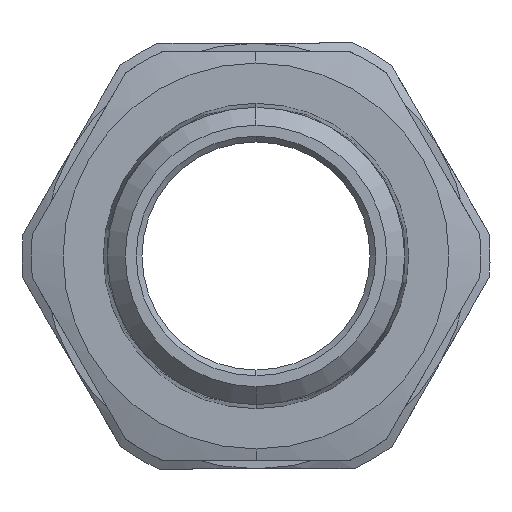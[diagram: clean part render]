
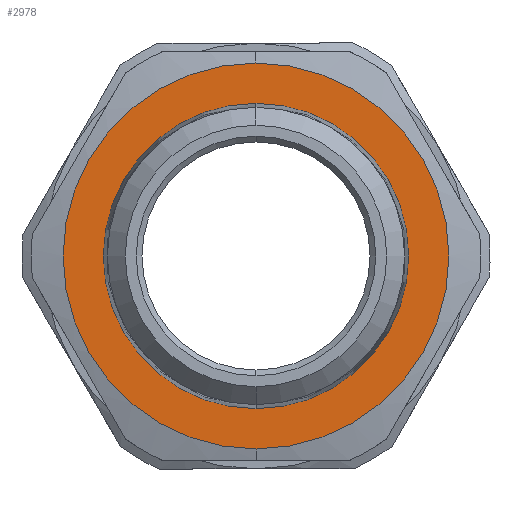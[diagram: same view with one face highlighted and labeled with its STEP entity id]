
A CAD part, left-side view. The second image highlights one B-rep face of the part: STEP entity #2978.
In plain terms, the highlighted planar face has unit normal (-1, 0, 0).
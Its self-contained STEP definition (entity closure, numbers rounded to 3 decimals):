
#136 = EDGE_CURVE ( 'NONE', #1607, #1222, #185, .T. ) ;
#169 = CARTESIAN_POINT ( 'NONE',  ( 20.5, 0., 17. ) ) ;
#185 = CIRCLE ( 'NONE', #1111, 17. ) ;
#208 = CARTESIAN_POINT ( 'NONE',  ( 20.5, 0., -17. ) ) ;
#344 = ORIENTED_EDGE ( 'NONE', *, *, #136, .T. ) ;
#492 = CARTESIAN_POINT ( 'NONE',  ( 20.5, 0., 0. ) ) ;
#970 = EDGE_CURVE ( 'NONE', #1618, #3339, #3030, .T. ) ;
#1111 = AXIS2_PLACEMENT_3D ( 'NONE', #492, #2861, #4248 ) ;
#1146 = CARTESIAN_POINT ( 'NONE',  ( 20.5, 0., 0. ) ) ;
#1188 = CARTESIAN_POINT ( 'NONE',  ( 20.5, 0., 13.45 ) ) ;
#1222 = VERTEX_POINT ( 'NONE', #208 ) ;
#1241 = ORIENTED_EDGE ( 'NONE', *, *, #970, .F. ) ;
#1479 = DIRECTION ( 'NONE',  ( -1., 0., 0. ) ) ;
#1512 = CARTESIAN_POINT ( 'NONE',  ( 20.5, 0., -13.45 ) ) ;
#1604 = EDGE_CURVE ( 'NONE', #3339, #1618, #2466, .T. ) ;
#1607 = VERTEX_POINT ( 'NONE', #169 ) ;
#1618 = VERTEX_POINT ( 'NONE', #1188 ) ;
#1690 = EDGE_LOOP ( 'NONE', ( #1241, #4318 ) ) ;
#1876 = CARTESIAN_POINT ( 'NONE',  ( 20.5, 0., 0. ) ) ;
#1895 = DIRECTION ( 'NONE',  ( 0., 0., 1. ) ) ;
#1932 = FACE_OUTER_BOUND ( 'NONE', #2336, .T. ) ;
#2021 = AXIS2_PLACEMENT_3D ( 'NONE', #2274, #3625, #2938 ) ;
#2137 = DIRECTION ( 'NONE',  ( -1., 0., 0. ) ) ;
#2274 = CARTESIAN_POINT ( 'NONE',  ( 20.5, 0., -13.45 ) ) ;
#2336 = EDGE_LOOP ( 'NONE', ( #344, #4052 ) ) ;
#2465 = DIRECTION ( 'NONE',  ( 0., 0., 1. ) ) ;
#2466 = CIRCLE ( 'NONE', #2564, 13.45 ) ;
#2523 = CARTESIAN_POINT ( 'NONE',  ( 20.5, 0., 0. ) ) ;
#2564 = AXIS2_PLACEMENT_3D ( 'NONE', #2523, #1479, #3556 ) ;
#2662 = FACE_BOUND ( 'NONE', #1690, .T. ) ;
#2861 = DIRECTION ( 'NONE',  ( -1., 0., 0. ) ) ;
#2938 = DIRECTION ( 'NONE',  ( 0., 0., 1. ) ) ;
#2954 = EDGE_CURVE ( 'NONE', #1222, #1607, #3299, .T. ) ;
#2978 = ADVANCED_FACE ( 'NONE', ( #1932, #2662 ), #3961, .T. ) ;
#3030 = CIRCLE ( 'NONE', #3874, 13.45 ) ;
#3250 = DIRECTION ( 'NONE',  ( -1., 0., 0. ) ) ;
#3299 = CIRCLE ( 'NONE', #3301, 17. ) ;
#3301 = AXIS2_PLACEMENT_3D ( 'NONE', #1876, #3250, #1895 ) ;
#3339 = VERTEX_POINT ( 'NONE', #1512 ) ;
#3556 = DIRECTION ( 'NONE',  ( 0., 0., 1. ) ) ;
#3625 = DIRECTION ( 'NONE',  ( -1., 0., 0. ) ) ;
#3874 = AXIS2_PLACEMENT_3D ( 'NONE', #1146, #2137, #2465 ) ;
#3961 = PLANE ( 'NONE',  #2021 ) ;
#4052 = ORIENTED_EDGE ( 'NONE', *, *, #2954, .T. ) ;
#4248 = DIRECTION ( 'NONE',  ( 0., 0., 1. ) ) ;
#4318 = ORIENTED_EDGE ( 'NONE', *, *, #1604, .F. ) ;
